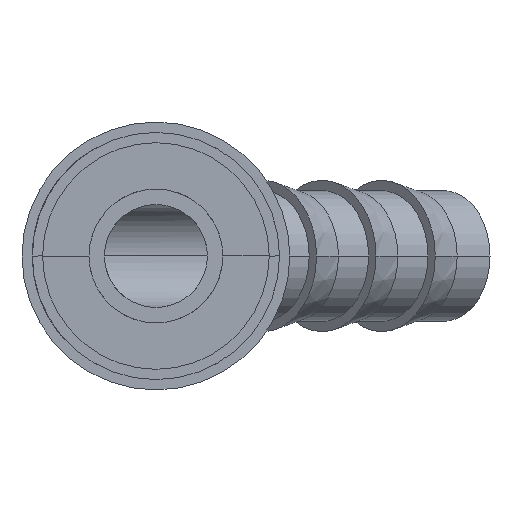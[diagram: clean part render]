
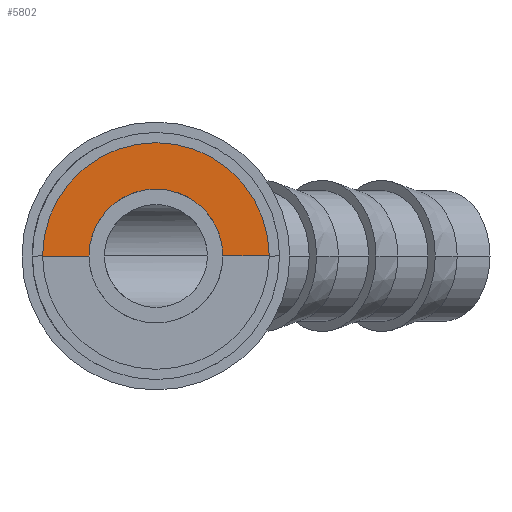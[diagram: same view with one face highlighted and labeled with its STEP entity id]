
A CAD part, left-side view. The second image highlights one B-rep face of the part: STEP entity #5802.
In plain terms, the highlighted conical face has half-angle 89.968 degrees and reference radius 11 mm.
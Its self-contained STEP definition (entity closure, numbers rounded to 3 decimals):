
#163 = VERTEX_POINT ( 'NONE', #3966 ) ;
#207 = CARTESIAN_POINT ( 'NONE',  ( 0.004, -0.851, 6.5 ) ) ;
#485 = ORIENTED_EDGE ( 'NONE', *, *, #4259, .F. ) ;
#781 = CARTESIAN_POINT ( 'NONE',  ( 0.005, -3.273, 5.68 ) ) ;
#831 = EDGE_CURVE ( 'NONE', #3450, #5544, #5177, .T. ) ;
#867 = DIRECTION ( 'NONE',  ( 0., 1., 0. ) ) ;
#978 = ORIENTED_EDGE ( 'NONE', *, *, #4348, .T. ) ;
#1307 = CARTESIAN_POINT ( 'NONE',  ( 0.007, -6.5, 0. ) ) ;
#1398 = VERTEX_POINT ( 'NONE', #2304 ) ;
#1431 = CARTESIAN_POINT ( 'NONE',  ( 0.006, -3.995, 5.198 ) ) ;
#1519 = CARTESIAN_POINT ( 'NONE',  ( 0., 6.5, 0. ) ) ;
#1718 = VECTOR ( 'NONE', #2101, 1000. ) ;
#1879 = CARTESIAN_POINT ( 'NONE',  ( 0.007, -6.5, 0.851 ) ) ;
#2083 = ORIENTED_EDGE ( 'NONE', *, *, #7702, .T. ) ;
#2101 = DIRECTION ( 'NONE',  ( 0.001, -1., 0. ) ) ;
#2253 = CARTESIAN_POINT ( 'NONE',  ( 0., 5.68, 3.273 ) ) ;
#2304 = CARTESIAN_POINT ( 'NONE',  ( 0.012, -11., 0. ) ) ;
#2865 = CARTESIAN_POINT ( 'NONE',  ( 0.006, 0., 0. ) ) ;
#3185 = CARTESIAN_POINT ( 'NONE',  ( 0.005, -1.701, 6.331 ) ) ;
#3395 = CARTESIAN_POINT ( 'NONE',  ( 0.003, 0.851, 6.5 ) ) ;
#3450 = VERTEX_POINT ( 'NONE', #6962 ) ;
#3517 = FACE_OUTER_BOUND ( 'NONE', #4820, .T. ) ;
#3661 = ORIENTED_EDGE ( 'NONE', *, *, #4276, .T. ) ;
#3924 = CARTESIAN_POINT ( 'NONE',  ( 0.007, -6.331, 1.701 ) ) ;
#3966 = CARTESIAN_POINT ( 'NONE',  ( 0., 6.5, 0. ) ) ;
#4012 = CARTESIAN_POINT ( 'NONE',  ( 0., 6.5, 0.851 ) ) ;
#4259 = EDGE_CURVE ( 'NONE', #163, #6310, #4627, .T. ) ;
#4276 = EDGE_CURVE ( 'NONE', #1398, #6310, #6903, .T. ) ;
#4348 = EDGE_CURVE ( 'NONE', #163, #3450, #5357, .T. ) ;
#4419 = CARTESIAN_POINT ( 'NONE',  ( 0.006, -5.198, 3.995 ) ) ;
#4494 = ORIENTED_EDGE ( 'NONE', *, *, #831, .T. ) ;
#4519 = LINE ( 'NONE', #5210, #1718 ) ;
#4582 = CONICAL_SURFACE ( 'NONE', #7961, 11., 1.57 ) ;
#4627 = LINE ( 'NONE', #7225, #4845 ) ;
#4820 = EDGE_LOOP ( 'NONE', ( #978, #4494, #2083, #3661, #485 ) ) ;
#4845 = VECTOR ( 'NONE', #867, 1000. ) ;
#4886 = CARTESIAN_POINT ( 'NONE',  ( 0., 11., 0. ) ) ;
#5155 = CARTESIAN_POINT ( 'NONE',  ( 0.004, 0., 6.5 ) ) ;
#5177 = B_SPLINE_CURVE_WITH_KNOTS ( 'NONE', 3,
 ( #5155, #207, #3185, #781, #1431, #4419, #6974, #3924, #1879, #1307 ),
 .UNSPECIFIED., .F., .F.,
 ( 4, 2, 2, 2, 4 ),
 ( 0.25, 0.312, 0.375, 0.437, 0.5 ),
 .UNSPECIFIED. ) ;
#5198 = CARTESIAN_POINT ( 'NONE',  ( 0.001, 3.995, 5.198 ) ) ;
#5210 = CARTESIAN_POINT ( 'NONE',  ( 0.012, -11., 0. ) ) ;
#5240 = DIRECTION ( 'NONE',  ( 0.001, -1., 0. ) ) ;
#5357 = B_SPLINE_CURVE_WITH_KNOTS ( 'NONE', 3,
 ( #1519, #4012, #5850, #2253, #5893, #5198, #7099, #6494, #3395, #7061 ),
 .UNSPECIFIED., .F., .F.,
 ( 4, 2, 2, 2, 4 ),
 ( 0., 0.062, 0.125, 0.187, 0.25 ),
 .UNSPECIFIED. ) ;
#5544 = VERTEX_POINT ( 'NONE', #7052 ) ;
#5802 = ADVANCED_FACE ( 'NONE', ( #3517 ), #4582, .T. ) ;
#5813 = DIRECTION ( 'NONE',  ( -1., -0.001, 0. ) ) ;
#5850 = CARTESIAN_POINT ( 'NONE',  ( 0., 6.331, 1.701 ) ) ;
#5893 = CARTESIAN_POINT ( 'NONE',  ( 0.001, 5.198, 3.995 ) ) ;
#6256 = AXIS2_PLACEMENT_3D ( 'NONE', #2865, #5813, #5240 ) ;
#6310 = VERTEX_POINT ( 'NONE', #4886 ) ;
#6494 = CARTESIAN_POINT ( 'NONE',  ( 0.003, 1.701, 6.331 ) ) ;
#6732 = DIRECTION ( 'NONE',  ( 1., 0.001, 0. ) ) ;
#6903 = CIRCLE ( 'NONE', #6256, 11. ) ;
#6962 = CARTESIAN_POINT ( 'NONE',  ( 0.004, 0., 6.5 ) ) ;
#6974 = CARTESIAN_POINT ( 'NONE',  ( 0.007, -5.68, 3.274 ) ) ;
#7052 = CARTESIAN_POINT ( 'NONE',  ( 0.007, -6.5, 0. ) ) ;
#7061 = CARTESIAN_POINT ( 'NONE',  ( 0.004, 0., 6.5 ) ) ;
#7099 = CARTESIAN_POINT ( 'NONE',  ( 0.002, 3.274, 5.68 ) ) ;
#7225 = CARTESIAN_POINT ( 'NONE',  ( 0., 11., 0. ) ) ;
#7301 = DIRECTION ( 'NONE',  ( -0.001, 1., 0. ) ) ;
#7702 = EDGE_CURVE ( 'NONE', #5544, #1398, #4519, .T. ) ;
#7878 = CARTESIAN_POINT ( 'NONE',  ( 0.006, 0., 0. ) ) ;
#7961 = AXIS2_PLACEMENT_3D ( 'NONE', #7878, #6732, #7301 ) ;
